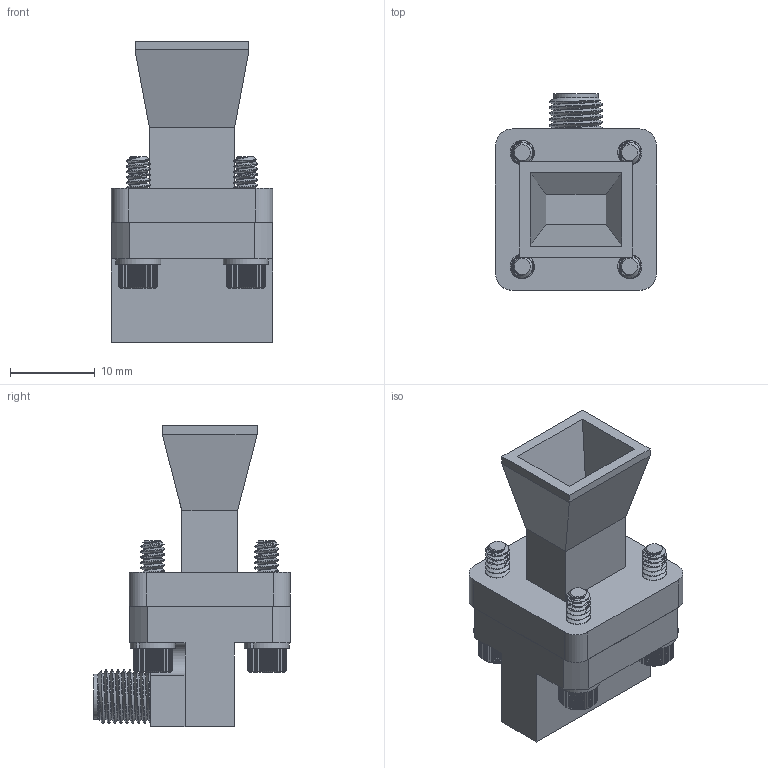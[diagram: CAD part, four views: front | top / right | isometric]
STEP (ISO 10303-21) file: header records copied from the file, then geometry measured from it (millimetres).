
FILE_DESCRIPTION (( 'STEP AP214' ), '1' );
FILE_NAME ('PEWAN028-10KF_3D.STEP', '2021-10-06T20:57:37', ( '' ), ( '' ), 'SwSTEP 2.0', 'SolidWorks 2021', '' );
FILE_SCHEMA (( 'AUTOMOTIVE_DESIGN' ));
Length unit declared in the file: inch
Products named in the file (5): 4-LW; PEWCA1020; PEWAN028-10KF_3D; PEWAN028-10; 4-40SH-HXx.5_92196A110
Assembly tree (10 placements, depth 2):
  PEWAN028-10KF_3D
    PEWAN028-10
    PEWCA1020
    4-40SH-HXx.5_92196A110  x4
    4-LW  x4
Bounding box: 19.05 x 23.24 x 35.64 mm (x, y, z)
Volume: 5146.8 mm3; surface area: 5869.5 mm2
Topology: 10 solids, 10 shells, 943 faces, 2192 edges, 1284 vertices
Faces by surface type: plane 610, cone 277, cylinder 44, bspline 12
Full cylindrical faces by diameter (mm): 0.508 x1, 1.016 x1, 2.261 x4, 2.92 x1, 2.946 x4, 4.572 x1, 5.334 x1
Entity records: 13283 total; most frequent: CARTESIAN_POINT 5973, ORIENTED_EDGE 1496, DIRECTION 1276, EDGE_CURVE 748, AXIS2_PLACEMENT_3D 477, VERTEX_POINT 462, EDGE_LOOP 362, FACE_OUTER_BOUND 332
